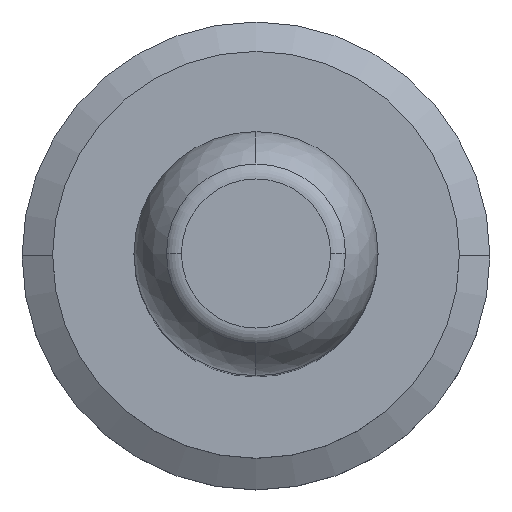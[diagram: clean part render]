
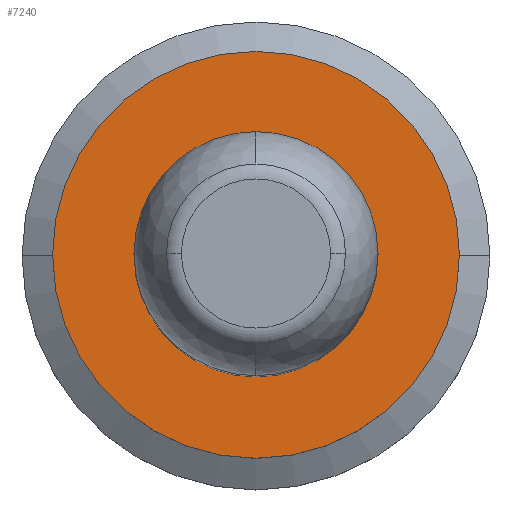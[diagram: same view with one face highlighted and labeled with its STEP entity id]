
A CAD part, top view. The second image highlights one B-rep face of the part: STEP entity #7240.
In plain terms, the highlighted planar face has unit normal (0, 0, 1).
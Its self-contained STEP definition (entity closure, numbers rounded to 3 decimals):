
#2710=CARTESIAN_POINT('',(4.968,19.234,16.7));
#2720=VERTEX_POINT('',#2710);
#2920=CARTESIAN_POINT('',(4.968,9.234,16.7));
#2930=VERTEX_POINT('',#2920);
#2960=CARTESIAN_POINT('',(4.968,14.234,16.7));
#2970=DIRECTION('',(0.,0.,1.));
#2980=DIRECTION('',(0.,1.,0.));
#2990=AXIS2_PLACEMENT_3D('',#2960,#2970,#2980);
#3000=CIRCLE('',#2990,5.);
#3010=EDGE_CURVE('',#2930,#2720,#3000,.T.);
#6710=CARTESIAN_POINT('',(4.968,17.234,16.7));
#6720=VERTEX_POINT('',#6710);
#6750=CARTESIAN_POINT('',(4.968,14.234,16.7));
#6760=DIRECTION('',(0.,0.,-1.));
#6770=DIRECTION('',(0.,-1.,0.));
#6780=AXIS2_PLACEMENT_3D('',#6750,#6760,#6770);
#6790=CIRCLE('',#6780,3.);
#6800=CARTESIAN_POINT('',(4.968,11.234,16.7));
#6810=VERTEX_POINT('',#6800);
#6820=EDGE_CURVE('',#6720,#6810,#6790,.T.);
#7090=CARTESIAN_POINT('',(4.968,9.075,16.7));
#7100=DIRECTION('',(0.,0.,-1.));
#7110=DIRECTION('',(0.,-1.,0.));
#7120=AXIS2_PLACEMENT_3D('',#7090,#7100,#7110);
#7130=PLANE('',#7120);
#7140=EDGE_CURVE('',#6810,#6720,#6790,.T.);
#7150=ORIENTED_EDGE('',*,*,#7140,.T.);
#7160=ORIENTED_EDGE('',*,*,#6820,.T.);
#7170=EDGE_LOOP('',(#7160,#7150));
#7180=FACE_BOUND('',#7170,.T.);
#7190=EDGE_CURVE('',#2720,#2930,#3000,.T.);
#7200=ORIENTED_EDGE('',*,*,#7190,.T.);
#7210=ORIENTED_EDGE('',*,*,#3010,.T.);
#7220=EDGE_LOOP('',(#7210,#7200));
#7230=FACE_OUTER_BOUND('',#7220,.T.);
#7240=ADVANCED_FACE('',(#7180,#7230),#7130,.F.);
